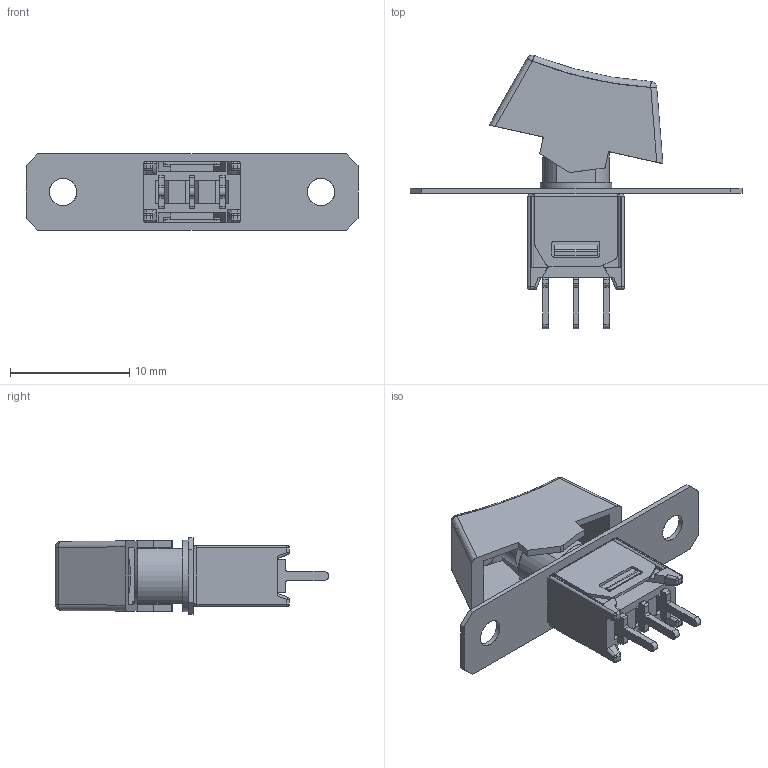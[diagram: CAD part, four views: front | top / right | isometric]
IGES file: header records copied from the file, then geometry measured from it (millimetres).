
Start section: SolidWorks IGES file using analytic representation for surfaces
Global section: file name: 4MS22QE.IGS; native system: SolidWorks 2015; preprocessor: SolidWorks 2015; author: user; date: 160414.115535; units: millimetre
Bounding box: 27.8 x 22.9 x 6.4 mm (x, y, z)
Surface area: 1877.7 mm2 (no closed solid volume)
Topology: 0 solids, 0 shells, 448 faces, 3238 edges, 3218 vertices
Faces by surface type: bspline 246, revolution 202
